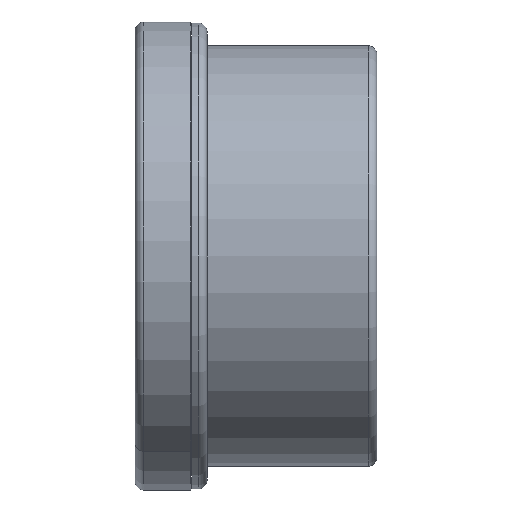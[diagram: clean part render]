
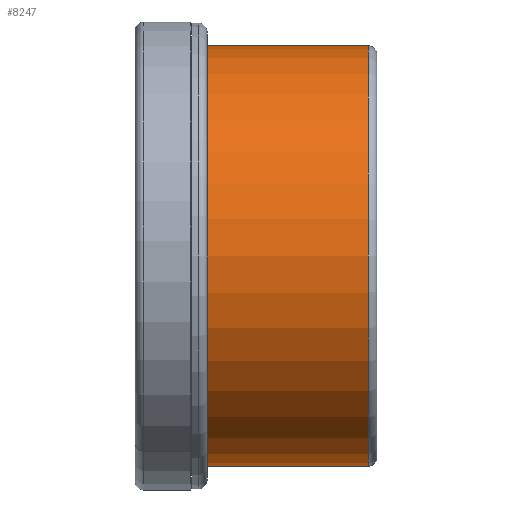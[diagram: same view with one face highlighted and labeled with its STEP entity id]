
A CAD part, left-side view. The second image highlights one B-rep face of the part: STEP entity #8247.
In plain terms, the highlighted cylindrical face has radius 24.15 mm (diameter 48.3 mm), a partial arc.
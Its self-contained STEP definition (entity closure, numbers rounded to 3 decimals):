
#535 = FACE_OUTER_BOUND ( 'NONE', #6854, .T. ) ;
#722 = LINE ( 'NONE', #4504, #10211 ) ;
#948 = CIRCLE ( 'NONE', #5786, 24.15 ) ;
#1538 = CARTESIAN_POINT ( 'NONE',  ( 0., 17.5, -24.15 ) ) ;
#1712 = ORIENTED_EDGE ( 'NONE', *, *, #8276, .T. ) ;
#2354 = AXIS2_PLACEMENT_3D ( 'NONE', #7233, #8052, #11026 ) ;
#2404 = CARTESIAN_POINT ( 'NONE',  ( 0., 17.5, 24.15 ) ) ;
#2820 = EDGE_CURVE ( 'NONE', #4279, #6648, #5161, .T. ) ;
#3245 = CARTESIAN_POINT ( 'NONE',  ( 0., 0., -24.15 ) ) ;
#3326 = ORIENTED_EDGE ( 'NONE', *, *, #2820, .T. ) ;
#3382 = DIRECTION ( 'NONE',  ( 0., -1., 0. ) ) ;
#3547 = EDGE_CURVE ( 'NONE', #9030, #4279, #12045, .T. ) ;
#3730 = EDGE_CURVE ( 'NONE', #5565, #6648, #722, .T. ) ;
#3964 = ORIENTED_EDGE ( 'NONE', *, *, #3730, .F. ) ;
#4141 = CARTESIAN_POINT ( 'NONE',  ( 0., 17.5, 0. ) ) ;
#4279 = VERTEX_POINT ( 'NONE', #5399 ) ;
#4504 = CARTESIAN_POINT ( 'NONE',  ( 0., 0., 24.15 ) ) ;
#4544 = DIRECTION ( 'NONE',  ( 0., 1., 0. ) ) ;
#4752 = ORIENTED_EDGE ( 'NONE', *, *, #3547, .T. ) ;
#5161 = CIRCLE ( 'NONE', #8599, 24.15 ) ;
#5399 = CARTESIAN_POINT ( 'NONE',  ( 0., -1., -24.15 ) ) ;
#5565 = VERTEX_POINT ( 'NONE', #2404 ) ;
#5786 = AXIS2_PLACEMENT_3D ( 'NONE', #4141, #3382, #11106 ) ;
#5971 = VECTOR ( 'NONE', #7928, 1000. ) ;
#6648 = VERTEX_POINT ( 'NONE', #10342 ) ;
#6854 = EDGE_LOOP ( 'NONE', ( #3964, #1712, #4752, #3326 ) ) ;
#7233 = CARTESIAN_POINT ( 'NONE',  ( 0., 0., 0. ) ) ;
#7928 = DIRECTION ( 'NONE',  ( 0., -1., 0. ) ) ;
#8052 = DIRECTION ( 'NONE',  ( 0., -1., 0. ) ) ;
#8247 = ADVANCED_FACE ( 'NONE', ( #535 ), #11090, .T. ) ;
#8276 = EDGE_CURVE ( 'NONE', #5565, #9030, #948, .T. ) ;
#8599 = AXIS2_PLACEMENT_3D ( 'NONE', #11074, #4544, #12080 ) ;
#9030 = VERTEX_POINT ( 'NONE', #1538 ) ;
#9674 = DIRECTION ( 'NONE',  ( 0., -1., 0. ) ) ;
#10211 = VECTOR ( 'NONE', #9674, 1000. ) ;
#10342 = CARTESIAN_POINT ( 'NONE',  ( 0., -1., 24.15 ) ) ;
#11026 = DIRECTION ( 'NONE',  ( 0., 0., -1. ) ) ;
#11074 = CARTESIAN_POINT ( 'NONE',  ( 0., -1., 0. ) ) ;
#11090 = CYLINDRICAL_SURFACE ( 'NONE', #2354, 24.15 ) ;
#11106 = DIRECTION ( 'NONE',  ( 0., 0., -1. ) ) ;
#12045 = LINE ( 'NONE', #3245, #5971 ) ;
#12080 = DIRECTION ( 'NONE',  ( 0., 0., -1. ) ) ;
